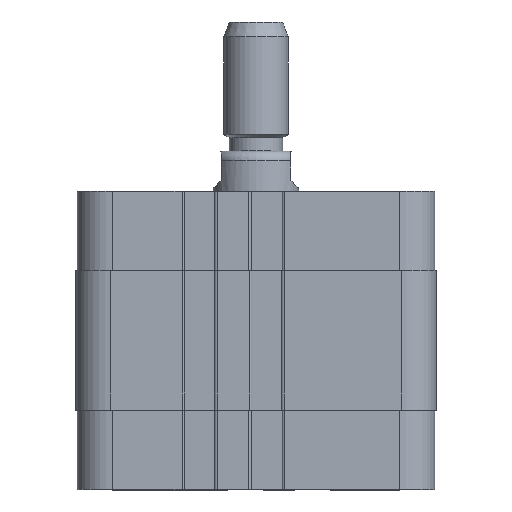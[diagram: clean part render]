
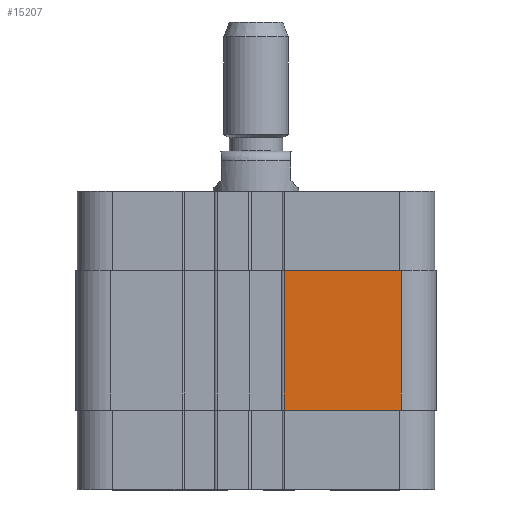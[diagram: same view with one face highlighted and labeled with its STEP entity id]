
A CAD part, top view. The second image highlights one B-rep face of the part: STEP entity #15207.
In plain terms, the highlighted planar face has unit normal (0, 0, 1).
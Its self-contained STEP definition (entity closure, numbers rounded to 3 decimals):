
#8358=CARTESIAN_POINT('',(5.25,13.0,33.5));
#8359=VERTEX_POINT('',#8358);
#8367=CARTESIAN_POINT('',(27.,13.0,33.5));
#8368=VERTEX_POINT('',#8367);
#8369=CARTESIAN_POINT('',(27.,13.0,33.5));
#8370=DIRECTION('',(-1.0,0.0,0.0));
#8371=VECTOR('',#8370,21.75);
#8372=LINE('',#8369,#8371);
#8373=EDGE_CURVE('',#8368,#8359,#8372,.T.);
#12193=CARTESIAN_POINT('',(27.,-13.0,33.5));
#12194=VERTEX_POINT('',#12193);
#12202=CARTESIAN_POINT('',(5.25,-13.0,33.5));
#12203=VERTEX_POINT('',#12202);
#12204=CARTESIAN_POINT('',(5.25,-13.0,33.5));
#12205=DIRECTION('',(1.0,0.0,0.0));
#12206=VECTOR('',#12205,21.75);
#12207=LINE('',#12204,#12206);
#12208=EDGE_CURVE('',#12203,#12194,#12207,.T.);
#15180=CARTESIAN_POINT('',(27.,13.0,33.5));
#15181=DIRECTION('',(0.0,-1.0,0.0));
#15182=VECTOR('',#15181,26.0);
#15183=LINE('',#15180,#15182);
#15184=EDGE_CURVE('',#8368,#12194,#15183,.T.);
#15191=CARTESIAN_POINT('',(27.,0.0,33.5));
#15192=DIRECTION('',(0.0,0.0,1.0));
#15193=DIRECTION('',(1.0,0.0,0.0));
#15194=AXIS2_PLACEMENT_3D('',#15191,#15192,#15193);
#15195=PLANE('',#15194);
#15196=ORIENTED_EDGE('',*,*,#8373,.T.);
#15197=CARTESIAN_POINT('',(5.25,13.0,33.5));
#15198=DIRECTION('',(0.0,-1.0,0.0));
#15199=VECTOR('',#15198,26.0);
#15200=LINE('',#15197,#15199);
#15201=EDGE_CURVE('',#8359,#12203,#15200,.T.);
#15202=ORIENTED_EDGE('',*,*,#15201,.T.);
#15203=ORIENTED_EDGE('',*,*,#12208,.T.);
#15204=ORIENTED_EDGE('',*,*,#15184,.F.);
#15205=EDGE_LOOP('',(#15196,#15202,#15203,#15204));
#15206=FACE_OUTER_BOUND('',#15205,.T.);
#15207=ADVANCED_FACE('',(#15206),#15195,.T.);
